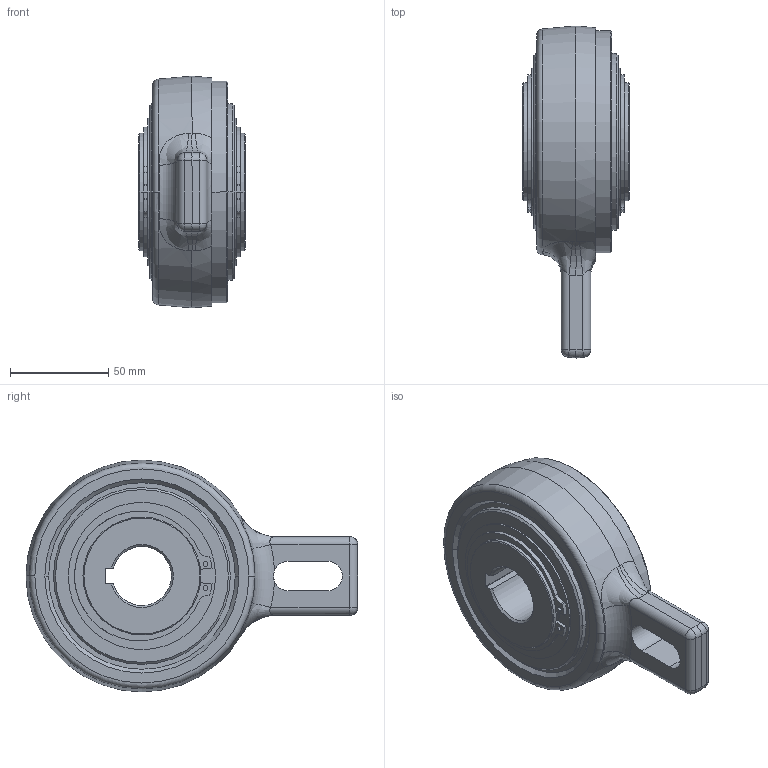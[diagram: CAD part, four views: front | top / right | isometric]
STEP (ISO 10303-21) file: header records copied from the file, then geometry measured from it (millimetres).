
FILE_DESCRIPTION((''),'2;1');
FILE_NAME('FREILAUF_AV30_ASM','2025-05-06T11:01:52',('Administrator'),(''),'CREO PARAMETRIC BY PTC INC, 2020414','CREO PARAMETRIC BY PTC INC, 2020414','');
FILE_SCHEMA(('AUTOMOTIVE_DESIGN { 1 0 10303 214 1 1 1 1 }'));
Length unit declared in the file: millimetre
Products named in the file (14): A-RING_AV40-1_1; STERN_AV40-30_NICO_1; DRUCKBOLZEN_AS8_1; DRUCKFEDER_AS8_5_1; ANFED_KPL_AS8_6_AS8_5_ASM_1_ASM; ROLLE_10X25_DIN5402_HD_1; LAGERSCHEIBE_AV40_NICO_1; FK3_IS_60_NICO_1; FK3_AS_60_NICO_1; ISK60_NICO_ASM_1_ASM; DIN471_60X2_HD_1; DIN988PS_60X75X1_HD_1; FREILAUF_AV30_NICO_ASM_1_ASM; FREILAUF_AV30_ASM
Assembly tree (30 placements, depth 4):
  FREILAUF_AV30_ASM
    FREILAUF_AV30_NICO_ASM_1_ASM
      A-RING_AV40-1_1
      STERN_AV40-30_NICO_1
      ANFED_KPL_AS8_6_AS8_5_ASM_1_ASM  x8
        DRUCKBOLZEN_AS8_1
        DRUCKFEDER_AS8_5_1
      ROLLE_10X25_DIN5402_HD_1  x4
      LAGERSCHEIBE_AV40_NICO_1  x2
      ISK60_NICO_ASM_1_ASM  x2
        FK3_IS_60_NICO_1
        FK3_AS_60_NICO_1
      DIN471_60X2_HD_1  x2
      DIN988PS_60X75X1_HD_1  x2
Bounding box: 54 x 169 x 118 mm (x, y, z)
Volume: 403920.8 mm3; surface area: 114645.4 mm2
Topology: 38 solids, 38 shells, 489 faces, 1277 edges, 864 vertices
Faces by surface type: cylinder 159, plane 145, cone 89, bspline 52, torus 40, sphere 4
Entity records: 11024 total; most frequent: CARTESIAN_POINT 4049, DIRECTION 1435, ORIENTED_EDGE 1216, AXIS2_PLACEMENT_3D 612, EDGE_CURVE 608, VERTEX_POINT 413, CIRCLE 311, EDGE_LOOP 249
